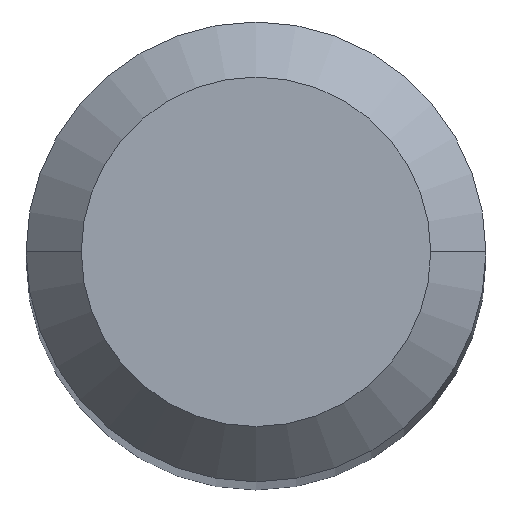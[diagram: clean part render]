
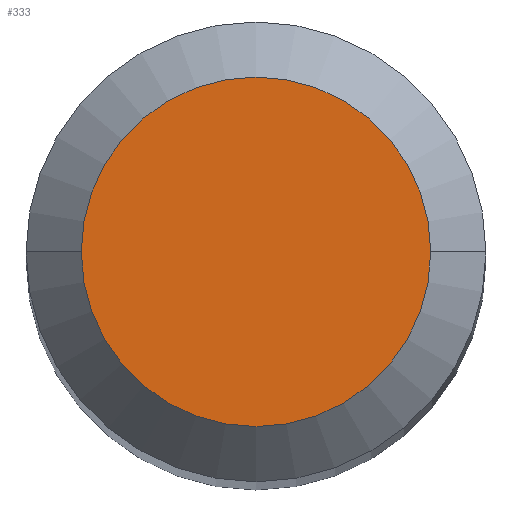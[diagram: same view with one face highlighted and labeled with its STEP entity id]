
A CAD part, top view. The second image highlights one B-rep face of the part: STEP entity #333.
In plain terms, the highlighted planar face has unit normal (0, 0, 1).
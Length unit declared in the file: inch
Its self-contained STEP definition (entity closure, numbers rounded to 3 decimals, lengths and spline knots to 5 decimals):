
#35 = AXIS2_PLACEMENT_3D ( 'NONE', #228, #271, #225 ) ;
#38 = CARTESIAN_POINT ( 'NONE',  ( -0.0475, 0., 0. ) ) ;
#43 = CIRCLE ( 'NONE', #365, 0.0475 ) ;
#87 = EDGE_CURVE ( 'NONE', #220, #165, #43, .T. ) ;
#116 = CARTESIAN_POINT ( 'NONE',  ( 0., 0., 0. ) ) ;
#129 = PLANE ( 'NONE',  #35 ) ;
#130 = AXIS2_PLACEMENT_3D ( 'NONE', #116, #396, #288 ) ;
#158 = FACE_OUTER_BOUND ( 'NONE', #335, .T. ) ;
#165 = VERTEX_POINT ( 'NONE', #327 ) ;
#170 = ORIENTED_EDGE ( 'NONE', *, *, #87, .T. ) ;
#172 = CIRCLE ( 'NONE', #130, 0.0475 ) ;
#173 = DIRECTION ( 'NONE',  ( 0., 0., 1. ) ) ;
#177 = ORIENTED_EDGE ( 'NONE', *, *, #349, .T. ) ;
#220 = VERTEX_POINT ( 'NONE', #38 ) ;
#225 = DIRECTION ( 'NONE',  ( -1., 0., 0. ) ) ;
#228 = CARTESIAN_POINT ( 'NONE',  ( 0., 0.0475, 0. ) ) ;
#243 = DIRECTION ( 'NONE',  ( 1., 0., 0. ) ) ;
#271 = DIRECTION ( 'NONE',  ( 0., 0., -1. ) ) ;
#288 = DIRECTION ( 'NONE',  ( 1., 0., 0. ) ) ;
#318 = CARTESIAN_POINT ( 'NONE',  ( 0., 0., 0. ) ) ;
#327 = CARTESIAN_POINT ( 'NONE',  ( 0.0475, 0., 0. ) ) ;
#333 = ADVANCED_FACE ( 'NONE', ( #158 ), #129, .F. ) ;
#335 = EDGE_LOOP ( 'NONE', ( #170, #177 ) ) ;
#349 = EDGE_CURVE ( 'NONE', #165, #220, #172, .T. ) ;
#365 = AXIS2_PLACEMENT_3D ( 'NONE', #318, #173, #243 ) ;
#396 = DIRECTION ( 'NONE',  ( 0., 0., 1. ) ) ;
